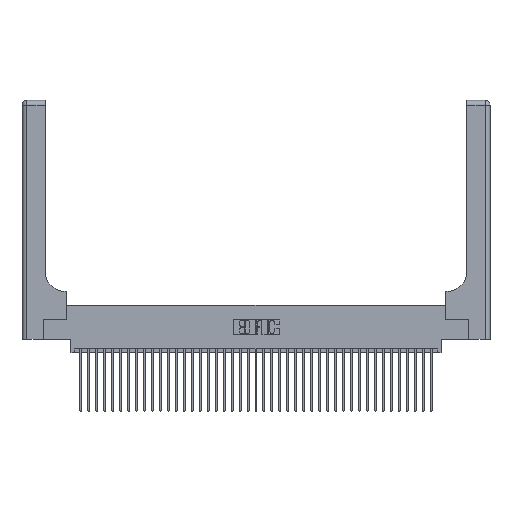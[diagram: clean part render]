
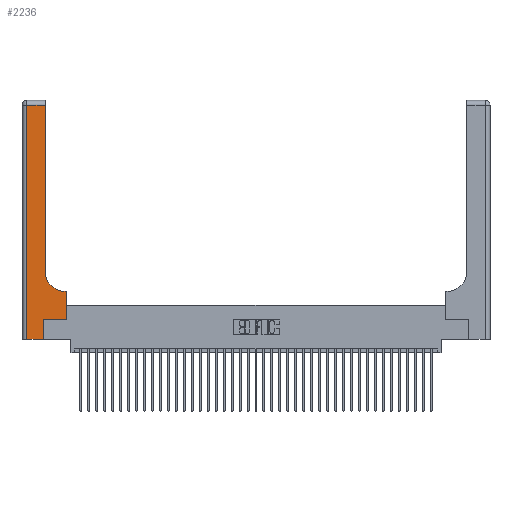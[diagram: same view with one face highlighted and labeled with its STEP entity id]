
A CAD part, top view. The second image highlights one B-rep face of the part: STEP entity #2236.
In plain terms, the highlighted planar face has unit normal (0, 0, 1).
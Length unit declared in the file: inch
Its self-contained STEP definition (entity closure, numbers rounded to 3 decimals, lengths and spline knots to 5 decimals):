
#250 = ORIENTED_EDGE ( 'NONE', *, *, #1349, .T. ) ;
#638 = ORIENTED_EDGE ( 'NONE', *, *, #18681, .T. ) ;
#1140 = CARTESIAN_POINT ( 'NONE',  ( 0.269, 0., 0.37 ) ) ;
#1349 = EDGE_CURVE ( 'NONE', #24589, #39167, #37689, .T. ) ;
#2236 = ADVANCED_FACE ( 'NONE', ( #10336 ), #23076, .F. ) ;
#2671 = LINE ( 'NONE', #1140, #8014 ) ;
#5042 = EDGE_CURVE ( 'NONE', #31230, #24415, #30616, .T. ) ;
#6029 = CARTESIAN_POINT ( 'NONE',  ( 0.5415, 0.6, 0.37 ) ) ;
#6768 = CARTESIAN_POINT ( 'NONE',  ( 0.5585, 0.25, 0.37 ) ) ;
#6771 = CARTESIAN_POINT ( 'NONE',  ( 0.5415, 0.85, 0.37 ) ) ;
#7396 = EDGE_CURVE ( 'NONE', #8979, #20280, #38728, .T. ) ;
#7536 = DIRECTION ( 'NONE',  ( 0., 1., 0. ) ) ;
#8014 = VECTOR ( 'NONE', #7536, 39.37008 ) ;
#8172 = CARTESIAN_POINT ( 'NONE',  ( 0.2915, 2.94, 0.37 ) ) ;
#8260 = CARTESIAN_POINT ( 'NONE',  ( 0.2915, 0.6, 0.37 ) ) ;
#8979 = VERTEX_POINT ( 'NONE', #32757 ) ;
#9073 = CARTESIAN_POINT ( 'NONE',  ( 0.5585, 0.25, 0.37 ) ) ;
#9195 = LINE ( 'NONE', #39704, #15465 ) ;
#10336 = FACE_OUTER_BOUND ( 'NONE', #36148, .T. ) ;
#10511 = CARTESIAN_POINT ( 'NONE',  ( 0.269, 0.25, 0.37 ) ) ;
#11913 = VECTOR ( 'NONE', #33387, 39.37008 ) ;
#13264 = EDGE_CURVE ( 'NONE', #39167, #31230, #34701, .T. ) ;
#13658 = DIRECTION ( 'NONE',  ( -1., 0., 0. ) ) ;
#13759 = ORIENTED_EDGE ( 'NONE', *, *, #27980, .T. ) ;
#14642 = ORIENTED_EDGE ( 'NONE', *, *, #5042, .T. ) ;
#15465 = VECTOR ( 'NONE', #33961, 39.37008 ) ;
#16052 = AXIS2_PLACEMENT_3D ( 'NONE', #23464, #29478, #13658 ) ;
#16156 = CARTESIAN_POINT ( 'NONE',  ( 0.269, 0., 0.37 ) ) ;
#16390 = VERTEX_POINT ( 'NONE', #6768 ) ;
#17542 = VERTEX_POINT ( 'NONE', #19318 ) ;
#17772 = CARTESIAN_POINT ( 'NONE',  ( 0., 2.94, 0.37 ) ) ;
#18681 = EDGE_CURVE ( 'NONE', #24415, #20525, #2671, .T. ) ;
#19132 = VECTOR ( 'NONE', #24358, 39.37008 ) ;
#19318 = CARTESIAN_POINT ( 'NONE',  ( 0.2915, 0.85, 0.37 ) ) ;
#19630 = VECTOR ( 'NONE', #36779, 39.37008 ) ;
#20280 = VERTEX_POINT ( 'NONE', #6029 ) ;
#20525 = VERTEX_POINT ( 'NONE', #39958 ) ;
#20588 = CARTESIAN_POINT ( 'NONE',  ( 0., 0., 0.37 ) ) ;
#20602 = EDGE_CURVE ( 'NONE', #17542, #24589, #9195, .T. ) ;
#20939 = CARTESIAN_POINT ( 'NONE',  ( 0.06, 3., 0.37 ) ) ;
#21881 = ORIENTED_EDGE ( 'NONE', *, *, #13264, .T. ) ;
#22597 = CIRCLE ( 'NONE', #22646, 0.25 ) ;
#22646 = AXIS2_PLACEMENT_3D ( 'NONE', #6771, #35035, #22693 ) ;
#22693 = DIRECTION ( 'NONE',  ( 1., 0., 0. ) ) ;
#23076 = PLANE ( 'NONE',  #16052 ) ;
#23464 = CARTESIAN_POINT ( 'NONE',  ( 0., 3., 0.37 ) ) ;
#23628 = DIRECTION ( 'NONE',  ( 1., 0., 0. ) ) ;
#24358 = DIRECTION ( 'NONE',  ( -1., 0., 0. ) ) ;
#24415 = VERTEX_POINT ( 'NONE', #16156 ) ;
#24589 = VERTEX_POINT ( 'NONE', #8172 ) ;
#25894 = DIRECTION ( 'NONE',  ( 1., 0., 0. ) ) ;
#26999 = EDGE_CURVE ( 'NONE', #20525, #16390, #29025, .T. ) ;
#27821 = EDGE_CURVE ( 'NONE', #16390, #8979, #38206, .T. ) ;
#27980 = EDGE_CURVE ( 'NONE', #20280, #17542, #22597, .T. ) ;
#28182 = ORIENTED_EDGE ( 'NONE', *, *, #26999, .T. ) ;
#28740 = ORIENTED_EDGE ( 'NONE', *, *, #7396, .T. ) ;
#29025 = LINE ( 'NONE', #10511, #40181 ) ;
#29478 = DIRECTION ( 'NONE',  ( 0., 0., -1. ) ) ;
#29979 = DIRECTION ( 'NONE',  ( 0., -1., 0. ) ) ;
#30616 = LINE ( 'NONE', #20588, #33492 ) ;
#31044 = ORIENTED_EDGE ( 'NONE', *, *, #20602, .T. ) ;
#31213 = CARTESIAN_POINT ( 'NONE',  ( 0.06, 0., 0.37 ) ) ;
#31230 = VERTEX_POINT ( 'NONE', #31213 ) ;
#32757 = CARTESIAN_POINT ( 'NONE',  ( 0.5585, 0.6, 0.37 ) ) ;
#33387 = DIRECTION ( 'NONE',  ( -1., 0., 0. ) ) ;
#33492 = VECTOR ( 'NONE', #23628, 39.37008 ) ;
#33961 = DIRECTION ( 'NONE',  ( 0., 1., 0. ) ) ;
#34701 = LINE ( 'NONE', #20939, #36653 ) ;
#35035 = DIRECTION ( 'NONE',  ( 0., 0., -1. ) ) ;
#36148 = EDGE_LOOP ( 'NONE', ( #31044, #250, #21881, #14642, #638, #28182, #39242, #28740, #13759 ) ) ;
#36653 = VECTOR ( 'NONE', #29979, 39.37008 ) ;
#36779 = DIRECTION ( 'NONE',  ( 0., 1., 0. ) ) ;
#37689 = LINE ( 'NONE', #17772, #19132 ) ;
#37958 = CARTESIAN_POINT ( 'NONE',  ( 0.06, 2.94, 0.37 ) ) ;
#38206 = LINE ( 'NONE', #9073, #19630 ) ;
#38728 = LINE ( 'NONE', #8260, #11913 ) ;
#39167 = VERTEX_POINT ( 'NONE', #37958 ) ;
#39242 = ORIENTED_EDGE ( 'NONE', *, *, #27821, .T. ) ;
#39704 = CARTESIAN_POINT ( 'NONE',  ( 0.2915, 3., 0.37 ) ) ;
#39958 = CARTESIAN_POINT ( 'NONE',  ( 0.269, 0.25, 0.37 ) ) ;
#40181 = VECTOR ( 'NONE', #25894, 39.37008 ) ;
